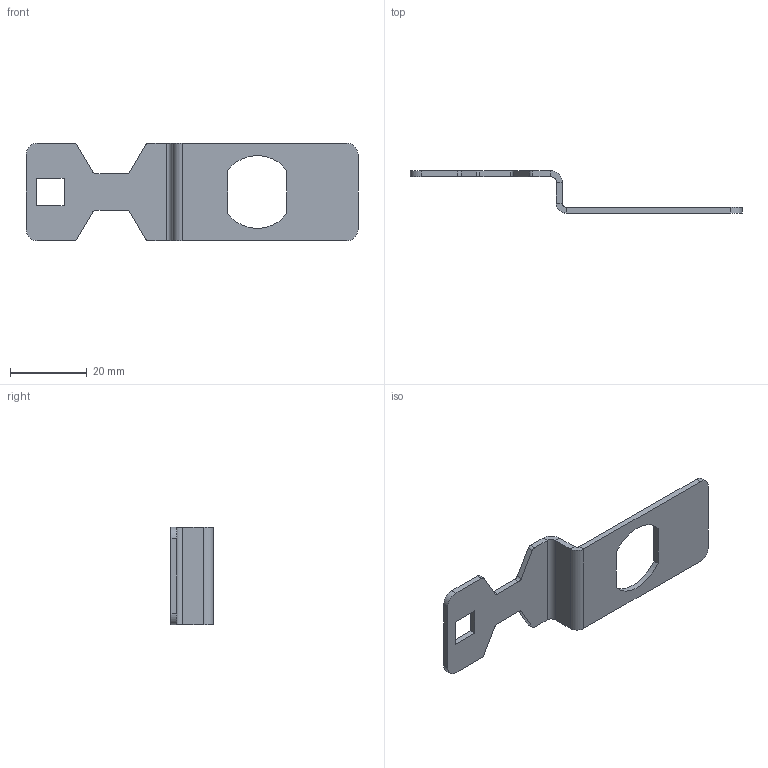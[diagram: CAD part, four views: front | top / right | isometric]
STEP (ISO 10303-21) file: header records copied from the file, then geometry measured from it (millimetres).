
FILE_DESCRIPTION((''),'2;1');
FILE_NAME('156760_SW','2011-10-06T',('banengservice'),('BANNER ENGINEERING'),'PRO/ENGINEER BY PARAMETRIC TECHNOLOGY CORPORATION, 2009141','PRO/ENGINEER BY PARAMETRIC TECHNOLOGY CORPORATION, 2009141','');
FILE_SCHEMA(('CONFIG_CONTROL_DESIGN'));
Length unit declared in the file: inch
Products named in the file (1): 156760_SW
Bounding box: 86.57 x 11 x 25.4 mm (x, y, z)
Volume: 2830.3 mm3; surface area: 4241.6 mm2
Topology: 1 solids, 1 shells, 202 faces, 557 edges, 366 vertices
Faces by surface type: plane 184, cylinder 18
Entity records: 6357 total; most frequent: CARTESIAN_POINT 1125, ORIENTED_EDGE 1114, DIRECTION 997, EDGE_CURVE 557, VECTOR 521, LINE 521, VERTEX_POINT 366, AXIS2_PLACEMENT_3D 238
